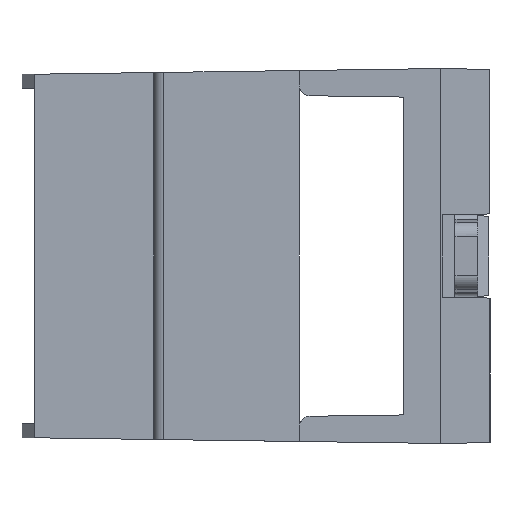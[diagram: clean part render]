
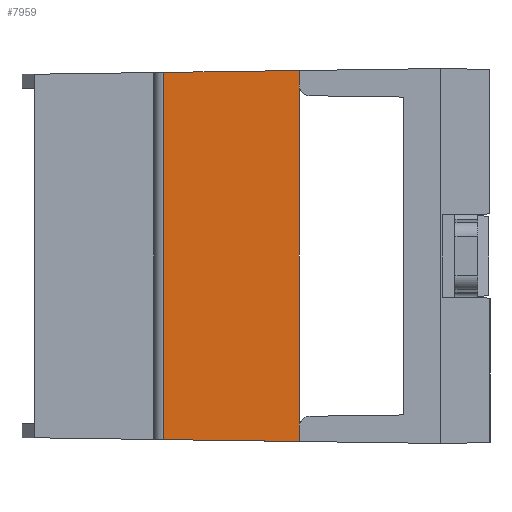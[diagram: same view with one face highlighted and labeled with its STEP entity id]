
A CAD part, left-side view. The second image highlights one B-rep face of the part: STEP entity #7959.
In plain terms, the highlighted planar face has unit normal (-1, 0.014, 0).
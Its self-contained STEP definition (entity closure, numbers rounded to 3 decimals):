
#86 = VERTEX_POINT ( 'NONE', #3217 ) ;
#106 = LINE ( 'NONE', #7800, #13087 ) ;
#522 = CARTESIAN_POINT ( 'NONE',  ( -30.891, 39.219, 26.197 ) ) ;
#1005 = ORIENTED_EDGE ( 'NONE', *, *, #12122, .F. ) ;
#1167 = LINE ( 'NONE', #6014, #4912 ) ;
#1344 = VERTEX_POINT ( 'NONE', #13510 ) ;
#2081 = LINE ( 'NONE', #13203, #11717 ) ;
#2099 = EDGE_CURVE ( 'NONE', #3043, #13148, #2878, .T. ) ;
#2143 = EDGE_CURVE ( 'NONE', #13148, #15277, #5423, .T. ) ;
#2511 = ORIENTED_EDGE ( 'NONE', *, *, #5140, .T. ) ;
#2576 = VECTOR ( 'NONE', #8533, 1000. ) ;
#2735 = EDGE_CURVE ( 'NONE', #86, #15277, #106, .T. ) ;
#2878 = LINE ( 'NONE', #6067, #15869 ) ;
#2969 = LINE ( 'NONE', #7281, #2576 ) ;
#3043 = VERTEX_POINT ( 'NONE', #13782 ) ;
#3217 = CARTESIAN_POINT ( 'NONE',  ( -31.16, 19.948, 26.467 ) ) ;
#4337 = ORIENTED_EDGE ( 'NONE', *, *, #2099, .T. ) ;
#4833 = CARTESIAN_POINT ( 'NONE',  ( -31.16, 19.948, -7.297 ) ) ;
#4912 = VECTOR ( 'NONE', #11692, 1000. ) ;
#5140 = EDGE_CURVE ( 'NONE', #15883, #14975, #1167, .T. ) ;
#5147 = VECTOR ( 'NONE', #9364, 1000. ) ;
#5423 = LINE ( 'NONE', #4833, #12916 ) ;
#5588 = LINE ( 'NONE', #13603, #15265 ) ;
#5678 = CARTESIAN_POINT ( 'NONE',  ( -31.16, 19.948, -25.066 ) ) ;
#6014 = CARTESIAN_POINT ( 'NONE',  ( -30.891, 39.219, -26.197 ) ) ;
#6067 = CARTESIAN_POINT ( 'NONE',  ( -31.16, 19.948, 9.25 ) ) ;
#6111 = ORIENTED_EDGE ( 'NONE', *, *, #15338, .F. ) ;
#6684 = CARTESIAN_POINT ( 'NONE',  ( -30.891, 39.219, -26.197 ) ) ;
#6809 = ORIENTED_EDGE ( 'NONE', *, *, #7970, .T. ) ;
#7215 = CARTESIAN_POINT ( 'NONE',  ( -31.16, 19.948, -26.467 ) ) ;
#7281 = CARTESIAN_POINT ( 'NONE',  ( -31.16, 19.948, 7.297 ) ) ;
#7800 = CARTESIAN_POINT ( 'NONE',  ( -31.16, 19.948, 26.749 ) ) ;
#7890 = AXIS2_PLACEMENT_3D ( 'NONE', #14766, #13431, #13325 ) ;
#7959 = ADVANCED_FACE ( 'NONE', ( #12119 ), #13488, .T. ) ;
#7970 = EDGE_CURVE ( 'NONE', #14975, #9677, #2081, .T. ) ;
#8533 = DIRECTION ( 'NONE',  ( 0., 0., -1. ) ) ;
#8612 = EDGE_CURVE ( 'NONE', #1344, #15883, #5588, .T. ) ;
#8815 = DIRECTION ( 'NONE',  ( 0., 0., -1. ) ) ;
#9364 = DIRECTION ( 'NONE',  ( -0.014, -1., 0.014 ) ) ;
#9677 = VERTEX_POINT ( 'NONE', #5678 ) ;
#11449 = LINE ( 'NONE', #522, #5147 ) ;
#11656 = ORIENTED_EDGE ( 'NONE', *, *, #2735, .F. ) ;
#11692 = DIRECTION ( 'NONE',  ( -0.014, -1., -0.014 ) ) ;
#11717 = VECTOR ( 'NONE', #13258, 1000. ) ;
#12119 = FACE_OUTER_BOUND ( 'NONE', #12283, .T. ) ;
#12122 = EDGE_CURVE ( 'NONE', #3043, #9677, #2969, .T. ) ;
#12283 = EDGE_LOOP ( 'NONE', ( #6809, #1005, #4337, #12663, #11656, #6111, #14338, #2511 ) ) ;
#12663 = ORIENTED_EDGE ( 'NONE', *, *, #2143, .T. ) ;
#12916 = VECTOR ( 'NONE', #15485, 1000. ) ;
#13087 = VECTOR ( 'NONE', #8815, 1000. ) ;
#13128 = DIRECTION ( 'NONE',  ( 0., 0., 1. ) ) ;
#13148 = VERTEX_POINT ( 'NONE', #13230 ) ;
#13203 = CARTESIAN_POINT ( 'NONE',  ( -31.16, 19.948, 9.25 ) ) ;
#13230 = CARTESIAN_POINT ( 'NONE',  ( -31.16, 19.948, 23.554 ) ) ;
#13258 = DIRECTION ( 'NONE',  ( 0., 0., 1. ) ) ;
#13325 = DIRECTION ( 'NONE',  ( -0.014, -1., 0. ) ) ;
#13431 = DIRECTION ( 'NONE',  ( -1., 0.014, 0. ) ) ;
#13488 = PLANE ( 'NONE',  #7890 ) ;
#13510 = CARTESIAN_POINT ( 'NONE',  ( -30.891, 39.219, 26.197 ) ) ;
#13603 = CARTESIAN_POINT ( 'NONE',  ( -30.891, 39.219, 9.25 ) ) ;
#13676 = DIRECTION ( 'NONE',  ( 0., 0., -1. ) ) ;
#13782 = CARTESIAN_POINT ( 'NONE',  ( -31.16, 19.948, -23.554 ) ) ;
#14338 = ORIENTED_EDGE ( 'NONE', *, *, #8612, .T. ) ;
#14766 = CARTESIAN_POINT ( 'NONE',  ( -31.436, 0.174, 9.25 ) ) ;
#14975 = VERTEX_POINT ( 'NONE', #7215 ) ;
#15265 = VECTOR ( 'NONE', #13676, 1000. ) ;
#15277 = VERTEX_POINT ( 'NONE', #15500 ) ;
#15338 = EDGE_CURVE ( 'NONE', #1344, #86, #11449, .T. ) ;
#15485 = DIRECTION ( 'NONE',  ( 0., 0., 1. ) ) ;
#15500 = CARTESIAN_POINT ( 'NONE',  ( -31.16, 19.948, 25.066 ) ) ;
#15869 = VECTOR ( 'NONE', #13128, 1000. ) ;
#15883 = VERTEX_POINT ( 'NONE', #6684 ) ;
